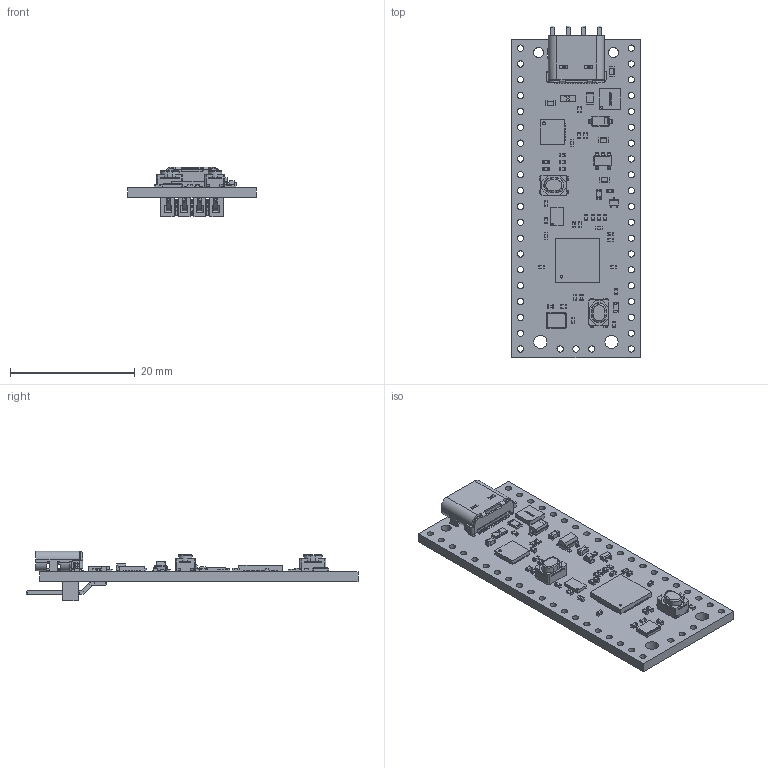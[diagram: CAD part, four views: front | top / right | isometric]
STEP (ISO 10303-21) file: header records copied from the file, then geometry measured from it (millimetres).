
FILE_DESCRIPTION(('KiCad electronic assembly'),'2;1');
FILE_NAME('PicoPD.step','2023-12-07T00:37:33',('Pcbnew'),('Kicad'), 'Open CASCADE STEP processor 7.6','KiCad to STEP converter','Unknown' );
FILE_SCHEMA(('AUTOMOTIVE_DESIGN { 1 0 10303 214 1 1 1 1 }'));
Length unit declared in the file: millimetre
Products named in the file (36): PicoPD 1; C_0402_1005Metric; SOLID; R_0402_1005Metric; C_0603_1608Metric; SOT-416; PTS810_SJM_250_SMTR_LFS; COMPOUND; SOT1176-1; DFN 3_3x3_3; QFN-24-1EP_4x4mm_P0.5mm_EP2.6x2.6mm; SOT-23-5; D_SOD-123; R_0805_2012Metric; QFN-56-1EP_7x7mm_P0.4mm_EP3.2x3.2mm; LED_0603_1608Metric; Crystal_SMD_3225-4Pin_3.2x2.5mm; W25Q16JVUXIQ_TR; USB C 16; 1x4HeaderAngleSMD; PicoPD PCB
Assembly tree (69 placements, depth 3):
  PicoPD 1
    C_0402_1005Metric  x15
      SOLID
    R_0402_1005Metric  x16
      SOLID
    C_0603_1608Metric  x4
      SOLID
    SOT-416
      SOLID
    PTS810_SJM_250_SMTR_LFS  x2
      COMPOUND
    SOT1176-1
      COMPOUND
    DFN 3_3x3_3
      SOLID
    QFN-24-1EP_4x4mm_P0.5mm_EP2.6x2.6mm
      SOLID
    SOT-23-5
      SOLID
    D_SOD-123
      SOLID
    R_0805_2012Metric
      SOLID
    QFN-56-1EP_7x7mm_P0.4mm_EP3.2x3.2mm
      SOLID
    LED_0603_1608Metric  x2
      SOLID
    Crystal_SMD_3225-4Pin_3.2x2.5mm
      SOLID
    W25Q16JVUXIQ_TR
      COMPOUND
    USB C 16
      COMPOUND
    1x4HeaderAngleSMD
      COMPOUND
    PicoPD PCB
Bounding box: 20.57 x 53.25 x 7.98 mm (x, y, z)
Volume: 1951 mm3; surface area: 4164.4 mm2
Topology: 117 solids, 129 shells, 4845 faces, 13085 edges, 8557 vertices
Faces by surface type: plane 3554, cylinder 1118, bspline 133, cone 36, torus 4
Full cylindrical faces by diameter (mm): 0.4 x1, 0.5 x1, 1 x43, 1.6 x2, 2.1 x2
Entity records: 280855 total; most frequent: CARTESIAN_POINT 66119, DIRECTION 36953, LINE 26515, VECTOR 26515, ORIENTED_EDGE 21040, PCURVE 21040, DEFINITIONAL_REPRESENTATION 21040, EDGE_CURVE 10520
